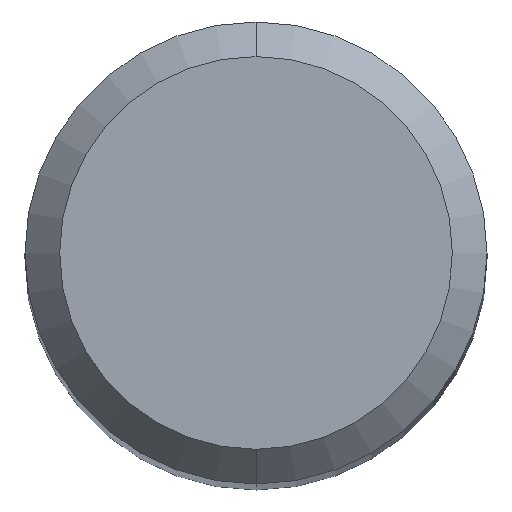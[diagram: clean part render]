
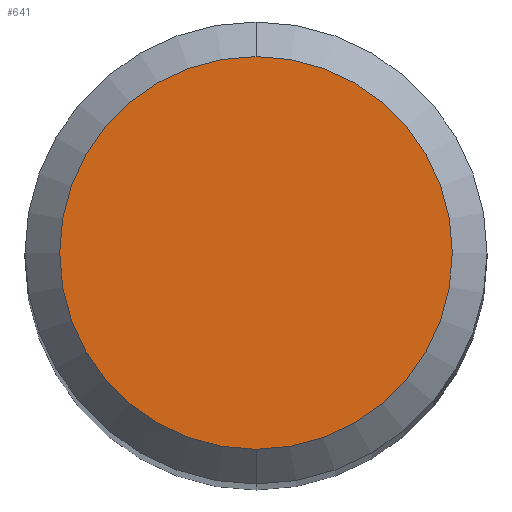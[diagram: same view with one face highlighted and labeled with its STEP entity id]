
A CAD part, top view. The second image highlights one B-rep face of the part: STEP entity #641.
In plain terms, the highlighted planar face has unit normal (0, 0, 1).
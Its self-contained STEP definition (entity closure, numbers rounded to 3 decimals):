
#385=EDGE_CURVE('',#419,#685,#1048,.T.);
#419=VERTEX_POINT('',#1086);
#641=ADVANCED_FACE('',(#1327),#1328,.T.);
#685=VERTEX_POINT('',#1375);
#817=EDGE_CURVE('',#685,#419,#1518,.T.);
#1048=CIRCLE('',#1849,1.7);
#1086=CARTESIAN_POINT('',(0.0,1.7,0.0));
#1327=FACE_OUTER_BOUND('',#2732,.T.);
#1328=PLANE('',#2733);
#1375=CARTESIAN_POINT('',(0.,-1.7,0.0));
#1518=CIRCLE('',#3679,1.7);
#1849=AXIS2_PLACEMENT_3D('',#4642,#4643,#4644);
#2732=EDGE_LOOP('',(#4979,#4980));
#2733=AXIS2_PLACEMENT_3D('',#4981,#4982,#4983);
#3679=AXIS2_PLACEMENT_3D('',#5136,#5137,#5138);
#4642=CARTESIAN_POINT('',(0.0,0.0,0.0));
#4643=DIRECTION('',(0.0,0.0,-1.0));
#4644=DIRECTION('',(0.0,1.0,0.0));
#4979=ORIENTED_EDGE('',*,*,#385,.F.);
#4980=ORIENTED_EDGE('',*,*,#817,.F.);
#4981=CARTESIAN_POINT('',(0.0,0.85,0.0));
#4982=DIRECTION('',(-0.0,0.0,1.0));
#4983=DIRECTION('',(0.0,-1.0,0.0));
#5136=CARTESIAN_POINT('',(0.0,0.0,0.0));
#5137=DIRECTION('',(0.0,0.0,-1.0));
#5138=DIRECTION('',(0.0,1.0,0.0));
